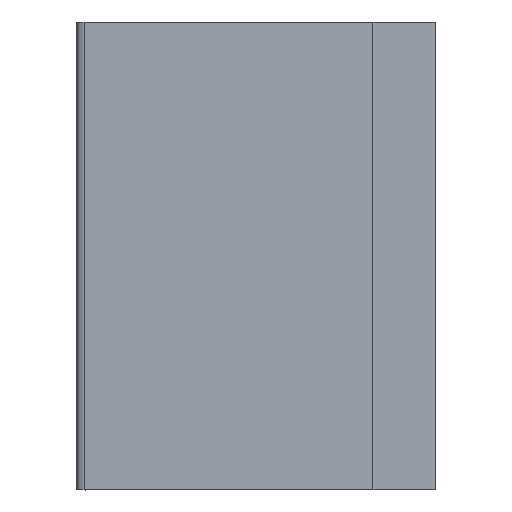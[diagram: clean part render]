
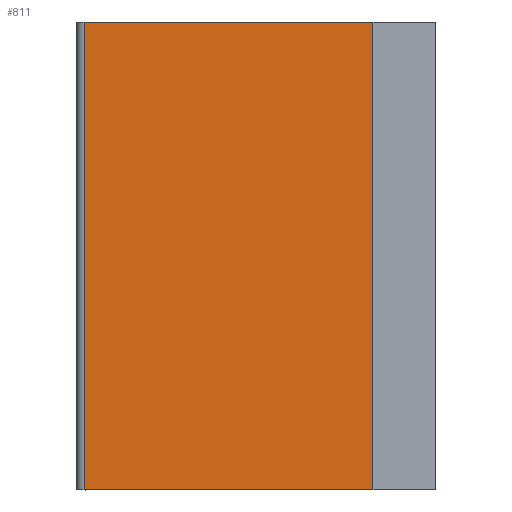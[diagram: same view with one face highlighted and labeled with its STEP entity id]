
A CAD part, left-side view. The second image highlights one B-rep face of the part: STEP entity #811.
In plain terms, the highlighted planar face has unit normal (-1, 0, 0).
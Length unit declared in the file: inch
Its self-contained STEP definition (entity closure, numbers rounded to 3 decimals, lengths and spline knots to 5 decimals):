
#51 = CARTESIAN_POINT ( 'NONE',  ( -1.75, 0., -1.875 ) ) ;
#486 = VECTOR ( 'NONE', #7603, 39.37008 ) ;
#520 = AXIS2_PLACEMENT_3D ( 'NONE', #51, #9339, #1654 ) ;
#753 = DIRECTION ( 'NONE',  ( 0., 1., 0. ) ) ;
#811 = ADVANCED_FACE ( 'NONE', ( #4360 ), #5920, .F. ) ;
#842 = LINE ( 'NONE', #6134, #7497 ) ;
#1261 = LINE ( 'NONE', #1309, #10847 ) ;
#1309 = CARTESIAN_POINT ( 'NONE',  ( -1.75, 1.065, -1.875 ) ) ;
#1654 = DIRECTION ( 'NONE',  ( 0., 0., -1. ) ) ;
#2055 = EDGE_CURVE ( 'NONE', #5725, #6374, #10103, .T. ) ;
#2475 = EDGE_CURVE ( 'NONE', #5725, #3519, #842, .T. ) ;
#3243 = CARTESIAN_POINT ( 'NONE',  ( -1.75, 1.065, 1.875 ) ) ;
#3356 = DIRECTION ( 'NONE',  ( 0., 0., 1. ) ) ;
#3519 = VERTEX_POINT ( 'NONE', #7978 ) ;
#4360 = FACE_OUTER_BOUND ( 'NONE', #8000, .T. ) ;
#4716 = LINE ( 'NONE', #9082, #486 ) ;
#5538 = CARTESIAN_POINT ( 'NONE',  ( -1.75, 1.065, -1.875 ) ) ;
#5725 = VERTEX_POINT ( 'NONE', #6128 ) ;
#5920 = PLANE ( 'NONE',  #520 ) ;
#6128 = CARTESIAN_POINT ( 'NONE',  ( -1.75, -1.25, -1.875 ) ) ;
#6134 = CARTESIAN_POINT ( 'NONE',  ( -1.75, -1.25, -2.68803 ) ) ;
#6217 = ORIENTED_EDGE ( 'NONE', *, *, #2475, .T. ) ;
#6374 = VERTEX_POINT ( 'NONE', #5538 ) ;
#6886 = VERTEX_POINT ( 'NONE', #3243 ) ;
#7156 = EDGE_CURVE ( 'NONE', #3519, #6886, #4716, .T. ) ;
#7256 = EDGE_CURVE ( 'NONE', #6886, #6374, #1261, .T. ) ;
#7497 = VECTOR ( 'NONE', #3356, 39.37008 ) ;
#7603 = DIRECTION ( 'NONE',  ( 0., 1., 0. ) ) ;
#7978 = CARTESIAN_POINT ( 'NONE',  ( -1.75, -1.25, 1.875 ) ) ;
#8000 = EDGE_LOOP ( 'NONE', ( #8151, #9012, #10634, #6217 ) ) ;
#8151 = ORIENTED_EDGE ( 'NONE', *, *, #7156, .T. ) ;
#9012 = ORIENTED_EDGE ( 'NONE', *, *, #7256, .T. ) ;
#9082 = CARTESIAN_POINT ( 'NONE',  ( -1.75, 0., 1.875 ) ) ;
#9339 = DIRECTION ( 'NONE',  ( 1., 0., 0. ) ) ;
#9387 = CARTESIAN_POINT ( 'NONE',  ( -1.75, 0., -1.875 ) ) ;
#10103 = LINE ( 'NONE', #9387, #10878 ) ;
#10577 = DIRECTION ( 'NONE',  ( 0., 0., -1. ) ) ;
#10634 = ORIENTED_EDGE ( 'NONE', *, *, #2055, .F. ) ;
#10847 = VECTOR ( 'NONE', #10577, 39.37008 ) ;
#10878 = VECTOR ( 'NONE', #753, 39.37008 ) ;
